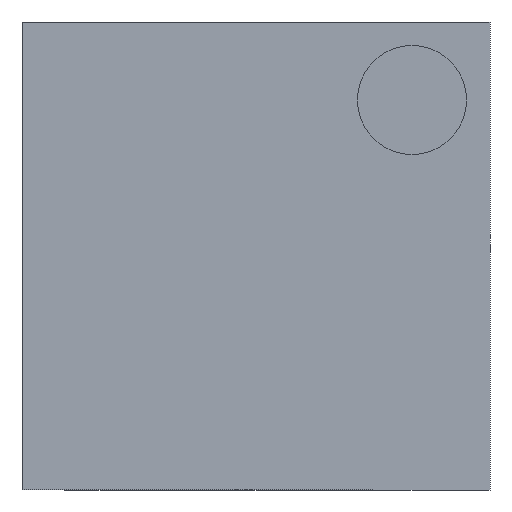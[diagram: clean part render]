
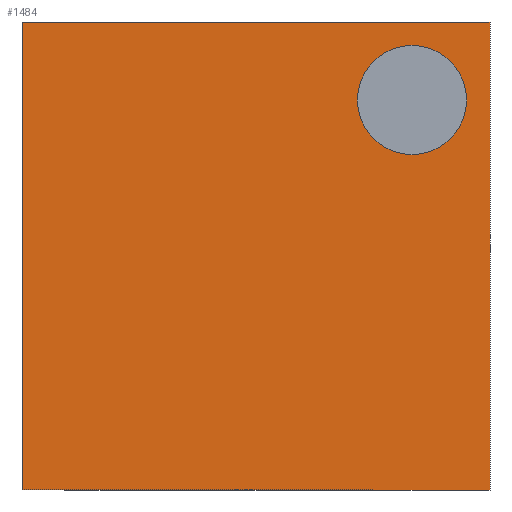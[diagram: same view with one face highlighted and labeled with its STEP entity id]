
A CAD part, front view. The second image highlights one B-rep face of the part: STEP entity #1484.
In plain terms, the highlighted planar face has unit normal (0, -1, 0).
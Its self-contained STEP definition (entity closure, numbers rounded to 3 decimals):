
#3 = AXIS2_PLACEMENT_3D ( 'NONE', #2503, #2522, #1216 ) ;
#21 = EDGE_CURVE ( 'NONE', #1140, #3193, #337, .T. ) ;
#27 = DIRECTION ( 'NONE',  ( 0., 0., -1. ) ) ;
#77 = DIRECTION ( 'NONE',  ( 0., 0., 1. ) ) ;
#236 = AXIS2_PLACEMENT_3D ( 'NONE', #773, #1571, #27 ) ;
#337 = LINE ( 'NONE', #1398, #1737 ) ;
#357 = ORIENTED_EDGE ( 'NONE', *, *, #1391, .F. ) ;
#375 = EDGE_CURVE ( 'NONE', #2281, #1223, #1514, .T. ) ;
#380 = EDGE_CURVE ( 'NONE', #3193, #2281, #3344, .T. ) ;
#495 = CIRCLE ( 'NONE', #1549, 0.35 ) ;
#522 = VERTEX_POINT ( 'NONE', #2768 ) ;
#572 = CARTESIAN_POINT ( 'NONE',  ( 1., -0.05, 1. ) ) ;
#673 = ORIENTED_EDGE ( 'NONE', *, *, #375, .F. ) ;
#773 = CARTESIAN_POINT ( 'NONE',  ( 1., -0.05, 1. ) ) ;
#787 = CARTESIAN_POINT ( 'NONE',  ( 1., -0.05, 0.65 ) ) ;
#931 = CARTESIAN_POINT ( 'NONE',  ( -1.5, -0.05, 1.5 ) ) ;
#970 = EDGE_CURVE ( 'NONE', #1223, #1140, #2328, .T. ) ;
#1034 = VECTOR ( 'NONE', #3032, 1000. ) ;
#1140 = VERTEX_POINT ( 'NONE', #2476 ) ;
#1161 = FACE_OUTER_BOUND ( 'NONE', #2454, .T. ) ;
#1181 = EDGE_LOOP ( 'NONE', ( #357, #1643 ) ) ;
#1216 = DIRECTION ( 'NONE',  ( 0., 0., 1. ) ) ;
#1223 = VERTEX_POINT ( 'NONE', #2988 ) ;
#1259 = CARTESIAN_POINT ( 'NONE',  ( 1.5, -0.05, 1.5 ) ) ;
#1315 = VECTOR ( 'NONE', #1821, 1000. ) ;
#1391 = EDGE_CURVE ( 'NONE', #2694, #522, #495, .T. ) ;
#1398 = CARTESIAN_POINT ( 'NONE',  ( -1.5, -0.05, -1.5 ) ) ;
#1484 = ADVANCED_FACE ( 'NONE', ( #3263, #1161 ), #1917, .F. ) ;
#1514 = LINE ( 'NONE', #1259, #2228 ) ;
#1549 = AXIS2_PLACEMENT_3D ( 'NONE', #572, #2417, #3162 ) ;
#1565 = CIRCLE ( 'NONE', #236, 0.35 ) ;
#1571 = DIRECTION ( 'NONE',  ( 0., -1., 0. ) ) ;
#1643 = ORIENTED_EDGE ( 'NONE', *, *, #3341, .F. ) ;
#1652 = ORIENTED_EDGE ( 'NONE', *, *, #970, .F. ) ;
#1737 = VECTOR ( 'NONE', #77, 1000. ) ;
#1821 = DIRECTION ( 'NONE',  ( -1., 0., 0. ) ) ;
#1917 = PLANE ( 'NONE',  #3 ) ;
#2033 = CARTESIAN_POINT ( 'NONE',  ( -1.5, -0.05, 1.5 ) ) ;
#2197 = ORIENTED_EDGE ( 'NONE', *, *, #380, .F. ) ;
#2198 = CARTESIAN_POINT ( 'NONE',  ( 1.5, -0.05, 1.5 ) ) ;
#2228 = VECTOR ( 'NONE', #2292, 1000. ) ;
#2281 = VERTEX_POINT ( 'NONE', #2198 ) ;
#2292 = DIRECTION ( 'NONE',  ( 0., 0., -1. ) ) ;
#2328 = LINE ( 'NONE', #2551, #1315 ) ;
#2417 = DIRECTION ( 'NONE',  ( 0., -1., 0. ) ) ;
#2454 = EDGE_LOOP ( 'NONE', ( #2197, #3133, #1652, #673 ) ) ;
#2476 = CARTESIAN_POINT ( 'NONE',  ( -1.5, -0.05, -1.5 ) ) ;
#2503 = CARTESIAN_POINT ( 'NONE',  ( 0., -0.05, 0. ) ) ;
#2522 = DIRECTION ( 'NONE',  ( 0., 1., 0. ) ) ;
#2551 = CARTESIAN_POINT ( 'NONE',  ( 1.5, -0.05, -1.5 ) ) ;
#2694 = VERTEX_POINT ( 'NONE', #787 ) ;
#2768 = CARTESIAN_POINT ( 'NONE',  ( 1., -0.05, 1.35 ) ) ;
#2988 = CARTESIAN_POINT ( 'NONE',  ( 1.5, -0.05, -1.5 ) ) ;
#3032 = DIRECTION ( 'NONE',  ( 1., 0., 0. ) ) ;
#3133 = ORIENTED_EDGE ( 'NONE', *, *, #21, .F. ) ;
#3162 = DIRECTION ( 'NONE',  ( 0., 0., -1. ) ) ;
#3193 = VERTEX_POINT ( 'NONE', #931 ) ;
#3263 = FACE_BOUND ( 'NONE', #1181, .T. ) ;
#3341 = EDGE_CURVE ( 'NONE', #522, #2694, #1565, .T. ) ;
#3344 = LINE ( 'NONE', #2033, #1034 ) ;
